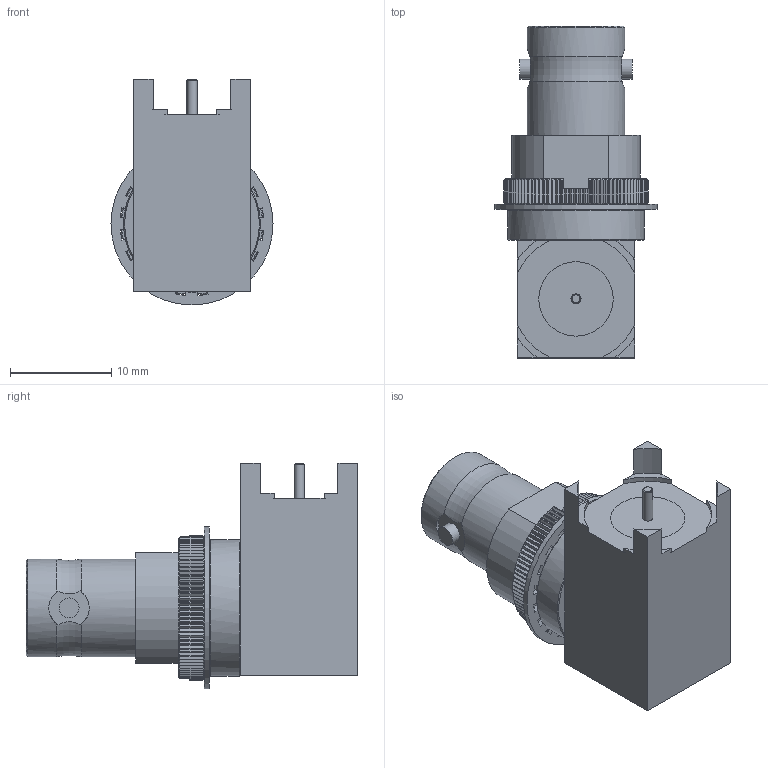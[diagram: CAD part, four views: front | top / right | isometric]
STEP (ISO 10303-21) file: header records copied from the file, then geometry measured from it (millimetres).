
FILE_DESCRIPTION(/* description */ ('STEP AP214'),/* implementation_level */ '2;1');
FILE_NAME(/* name */ 'BNC7T-J-P-HN-RA-BH1',/* time_stamp */ '2024-05-08T16:10:40+02:00',/* author */ ('License CC BY-ND 4.0'),/* organization */ ('CADENAS'),/* preprocessor_version */ 'ST-DEVELOPER v19.3',/* originating_system */ 'PARTsolutions',/* authorisation */ ' ');
FILE_SCHEMA (('AUTOMOTIVE_DESIGN {1 0 10303 214 3 1 1}'));
Length unit declared in the file: millimetre
Products named in the file (6): BNC7T-J-P-HN-RA-BH1; BNC7T-G-P-HN-RA-BH1_s; BNC7T-G-P-HN-RA-BH1_i; BNC7T-G-P-HN-RA-BH1_p; BNC7T-G-P-HN-RA-BH1_w; BNC7T-G-P-HN-RA-BH1_n
Assembly tree (5 placements, depth 2):
  BNC7T-J-P-HN-RA-BH1
    BNC7T-G-P-HN-RA-BH1_s
    BNC7T-G-P-HN-RA-BH1_i
    BNC7T-G-P-HN-RA-BH1_p
    BNC7T-G-P-HN-RA-BH1_w
    BNC7T-G-P-HN-RA-BH1_n
Bounding box: 16 x 32.75 x 22.3 mm (x, y, z)
Volume: 3891.1 mm3; surface area: 4052 mm2
Topology: 5 solids, 5 shells, 796 faces, 1933 edges, 1159 vertices
Faces by surface type: plane 321, cylinder 274, cone 198, torus 3
Full cylindrical faces by diameter (mm): 1 x4, 1.35 x1, 1.42 x1, 1.6 x2, 1.98 x2, 2.03 x1, 2.1 x1, 5.94 x1, 6.1 x1, 6.18 x2, 7.1 x1, 7.35 x2, 8.13 x1, 9.65 x2, 11.717 x1, 13.5 x1, 16 x1
Entity records: 23332 total; most frequent: CARTESIAN_POINT 5043, DIRECTION 3860, ORIENTED_EDGE 3772, EDGE_CURVE 1886, AXIS2_PLACEMENT_3D 1573, VERTEX_POINT 1148, FACE_BOUND 852, EDGE_LOOP 851
